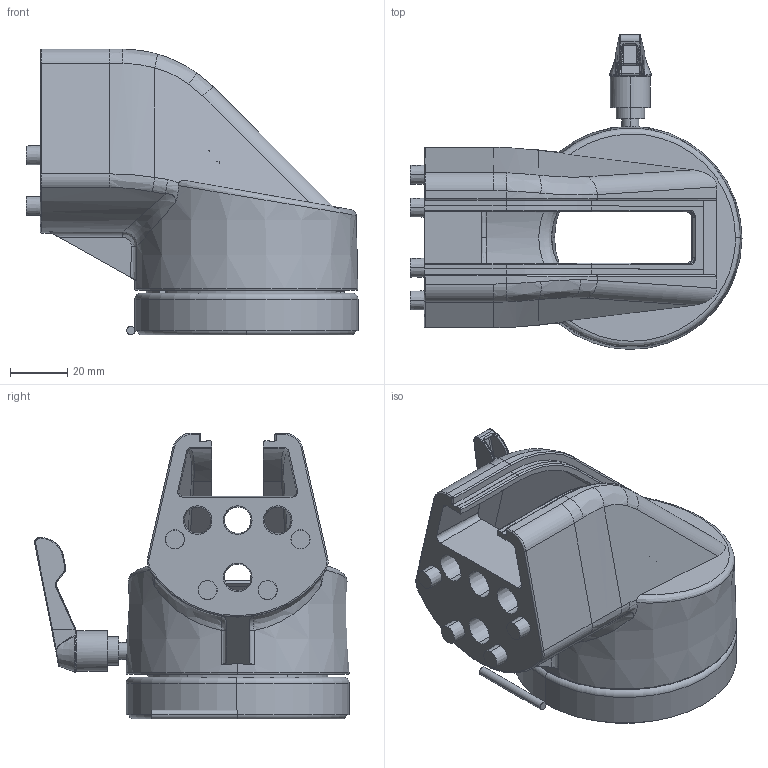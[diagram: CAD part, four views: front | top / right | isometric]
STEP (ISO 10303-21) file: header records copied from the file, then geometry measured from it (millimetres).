
FILE_DESCRIPTION (( 'STEP AP214' ), '1' );
FILE_NAME ('49457500.STEP', '2012-05-10T08:11:53', ( ' ' ), ( '' ), 'SwSTEP 2.0', 'SolidWorks 2011', '' );
FILE_SCHEMA (( 'AUTOMOTIVE_DESIGN' ));
Length unit declared in the file: millimetre
Products named in the file (12): 84129; 94459; 93345; 84128; 82003_Kuppl. GTK el.; 94561; 56308; 83151; 84130; 84127; 12455_Bearbeitung; 49457500
Assembly tree (13 placements, depth 3):
  49457500
    12455_Bearbeitung
    93345  x2
    94459
    84127
    82003_Kuppl. GTK el.
    84129
    84128
    56308
      84130
      83151
    94561  x2
Bounding box: 116 x 109.93 x 99.8 mm (x, y, z)
Volume: 194329.9 mm3; surface area: 87493 mm2
Topology: 13 solids, 15 shells, 486 faces, 1163 edges, 700 vertices
Faces by surface type: cylinder 180, plane 132, bspline 76, cone 58, torus 26, sphere 14
Entity records: 17253 total; most frequent: CARTESIAN_POINT 6318, ORIENTED_EDGE 2188, DIRECTION 2076, EDGE_CURVE 1094, AXIS2_PLACEMENT_3D 815, VERTEX_POINT 667, EDGE_LOOP 503, ADVANCED_FACE 464
